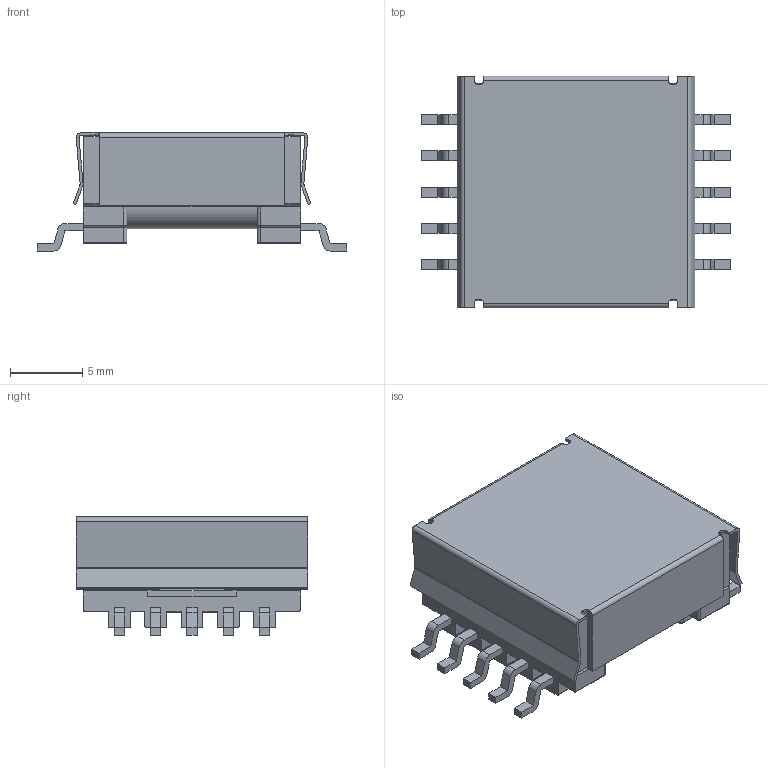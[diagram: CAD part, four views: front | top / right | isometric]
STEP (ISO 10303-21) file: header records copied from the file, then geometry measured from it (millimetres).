
FILE_DESCRIPTION(('OneSpaceDesigner STEP Export'),'2;1');
FILE_NAME('EFD15_GW_10pin.stp','2023-09-13T14:59:41',(''),(''),'OneSpace Designer STEP processor for AP214 (Solid Model)','OneSpace Designer 13.01 05-Feb-2005 (C) CoCreate Software GmbH','');
FILE_SCHEMA(('AUTOMOTIVE_DESIGN { 1 0 10303 214 1 1 1 1 }'));
Length unit declared in the file: millimetre
Products named in the file (1): EFD15_GW_10pin
Bounding box: 21.35 x 16 x 8.15 mm (x, y, z)
Volume: 1488.8 mm3; surface area: 1783.8 mm2
Topology: 1 solids, 1 shells, 375 faces, 1027 edges, 664 vertices
Faces by surface type: plane 240, cylinder 112, torus 23
Entity records: 11632 total; most frequent: CARTESIAN_POINT 2132, ORIENTED_EDGE 2054, DIRECTION 1898, EDGE_CURVE 1027, VECTOR 766, LINE 766, VERTEX_POINT 664, AXIS2_PLACEMENT_3D 566
